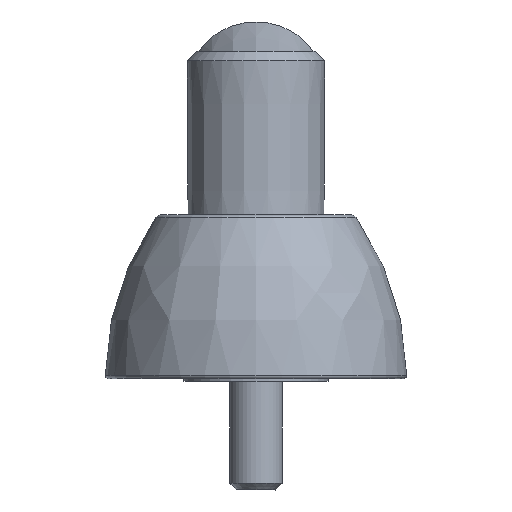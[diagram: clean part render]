
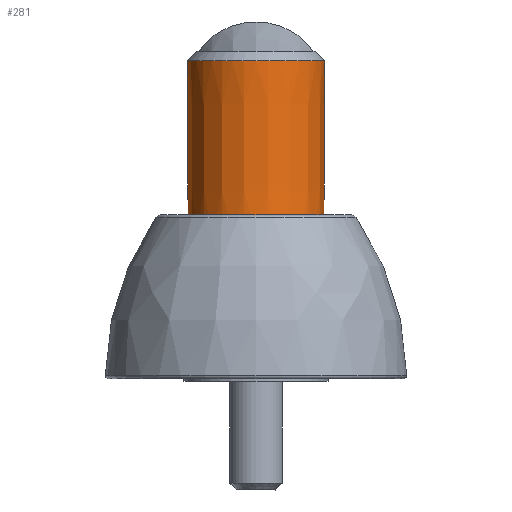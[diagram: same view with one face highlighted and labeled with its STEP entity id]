
A CAD part, front view. The second image highlights one B-rep face of the part: STEP entity #281.
In plain terms, the highlighted conical face has half-angle 0.307 degrees and reference radius 10.35 mm.
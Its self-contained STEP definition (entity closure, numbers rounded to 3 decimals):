
#281 = ADVANCED_FACE( '', ( #377, #378 ), #379, .T. );
#377 = FACE_OUTER_BOUND( '', #585, .T. );
#378 = FACE_BOUND( '', #586, .T. );
#379 = CONICAL_SURFACE( '', #587, 10.35, 0.005 );
#585 = EDGE_LOOP( '', ( #1171 ) );
#586 = EDGE_LOOP( '', ( #1172 ) );
#587 = AXIS2_PLACEMENT_3D( '', #1173, #1174, #1175 );
#1171 = ORIENTED_EDGE( '', *, *, #1643, .F. );
#1172 = ORIENTED_EDGE( '', *, *, #1642, .T. );
#1173 = CARTESIAN_POINT( '', ( 0., 0., 22. ) );
#1174 = DIRECTION( '', ( 0., 0., 1. ) );
#1175 = DIRECTION( '', ( 1., 0., 0. ) );
#1642 = EDGE_CURVE( '', #1786, #1786, #1787, .T. );
#1643 = EDGE_CURVE( '', #1788, #1788, #1789, .T. );
#1786 = VERTEX_POINT( '', #2029 );
#1787 = CIRCLE( '', #2030, 10.35 );
#1788 = VERTEX_POINT( '', #2031 );
#1789 = CIRCLE( '', #2032, 10.492 );
#2029 = CARTESIAN_POINT( '', ( 10.35, 0., 22. ) );
#2030 = AXIS2_PLACEMENT_3D( '', #2951, #2952, #2953 );
#2031 = CARTESIAN_POINT( '', ( 10.492, 0., 48.5 ) );
#2032 = AXIS2_PLACEMENT_3D( '', #2954, #2955, #2956 );
#2951 = CARTESIAN_POINT( '', ( 0., 0., 22. ) );
#2952 = DIRECTION( '', ( 0., 0., 1. ) );
#2953 = DIRECTION( '', ( 1., 0., 0. ) );
#2954 = CARTESIAN_POINT( '', ( 0., 0., 48.5 ) );
#2955 = DIRECTION( '', ( 0., 0., 1. ) );
#2956 = DIRECTION( '', ( 1., 0., 0. ) );
